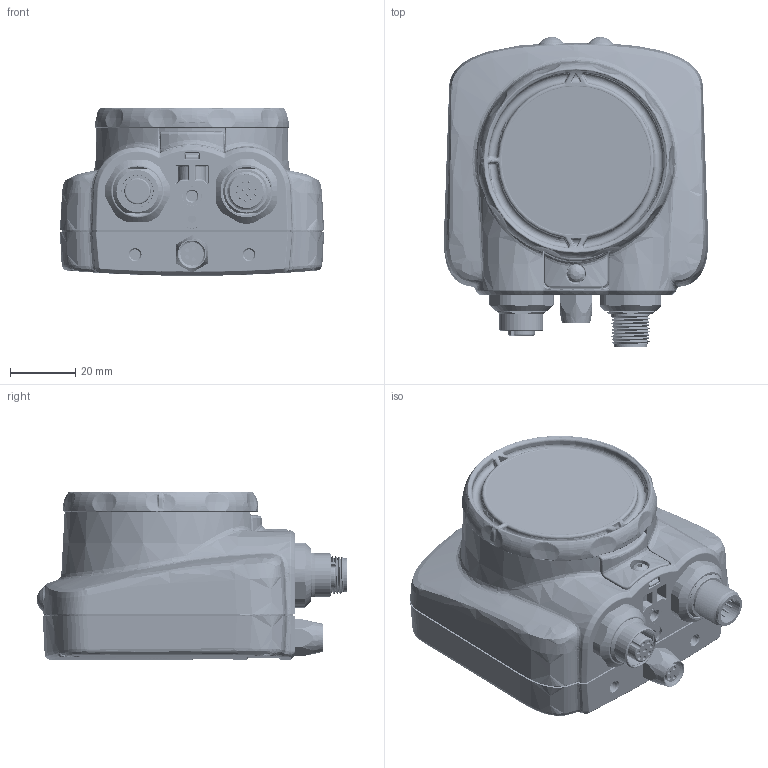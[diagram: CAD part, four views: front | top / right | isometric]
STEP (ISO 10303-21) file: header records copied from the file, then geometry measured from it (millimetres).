
FILE_DESCRIPTION((''),'2;1');
FILE_NAME('148251_SW','2009-10-22T',('banengservice'),('BANNER ENGINEERING'),'PRO/ENGINEER BY PARAMETRIC TECHNOLOGY CORPORATION, 2009141','PRO/ENGINEER BY PARAMETRIC TECHNOLOGY CORPORATION, 2009141','');
FILE_SCHEMA(('CONFIG_CONTROL_DESIGN'));
Products named in the file (1): 148251_SW
Bounding box: 81.17 x 95.25 x 51.5 mm (x, y, z)
Volume: 84965.7 mm3; surface area: 71908.4 mm2
Topology: 1 solids, 1 shells, 3295 faces, 8006 edges, 4806 vertices
Faces by surface type: cylinder 1000, bspline 990, plane 585, torus 290, cone 281, sphere 124, extrusion 25
Entity records: 173401 total; most frequent: CARTESIAN_POINT 102534, ORIENTED_EDGE 15948, DIRECTION 13552, EDGE_CURVE 7974, AXIS2_PLACEMENT_3D 5773, VERTEX_POINT 4806, EDGE_LOOP 3536, CIRCLE 3493
